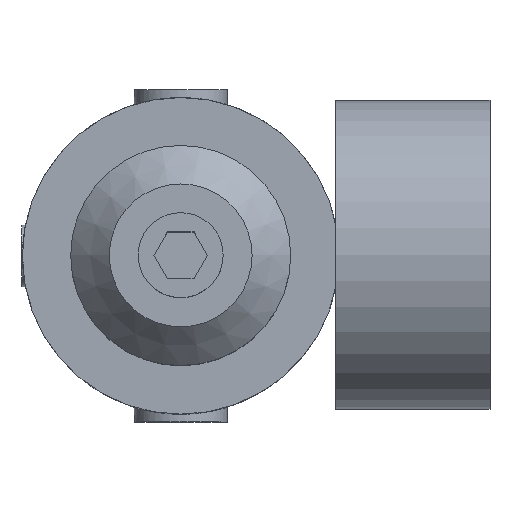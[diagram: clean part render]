
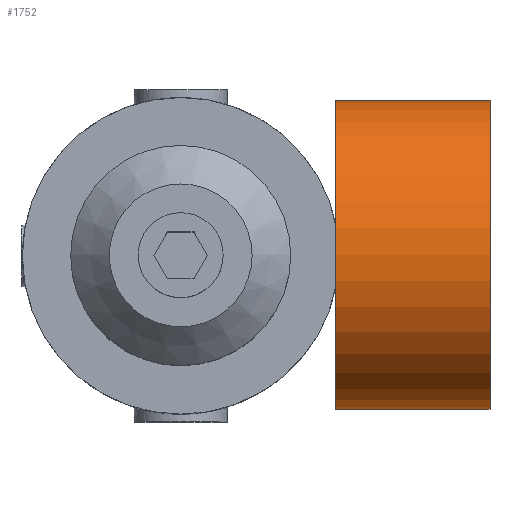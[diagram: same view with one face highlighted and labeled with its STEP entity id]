
A CAD part, top view. The second image highlights one B-rep face of the part: STEP entity #1752.
In plain terms, the highlighted cylindrical face has radius 40 mm (diameter 80 mm), a full revolution.
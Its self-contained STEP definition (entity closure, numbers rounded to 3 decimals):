
#27=B_SPLINE_CURVE_WITH_KNOTS('',3,(#2624,#2625,#2626,#2627,#2628,#2629,
#2630,#2631,#2632,#2633,#2634,#2635,#2636,#2637,#2638,#2639,#2640,#2641,
#2642),.UNSPECIFIED.,.T.,.F.,(1,1,1,1,1,1,1,1,1,1,1,1,1,1,1,1,1,1,1,1,1,
1,1),(-0.008,-0.005,-0.003,0.,
0.003,0.005,0.008,0.011,
0.014,0.016,0.019,0.022,
0.025,0.027,0.03,0.033,
0.036,0.038,0.041,0.044,
0.047,0.049,0.052),.UNSPECIFIED.);
#51=CYLINDRICAL_SURFACE('',#1877,40.);
#90=CIRCLE('',#1878,40.);
#91=CIRCLE('',#1879,40.);
#389=ORIENTED_EDGE('',*,*,#548,.T.);
#390=ORIENTED_EDGE('',*,*,#549,.T.);
#391=ORIENTED_EDGE('',*,*,#550,.F.);
#548=EDGE_CURVE('',#661,#661,#27,.T.);
#549=EDGE_CURVE('',#662,#662,#90,.T.);
#550=EDGE_CURVE('',#663,#663,#91,.T.);
#661=VERTEX_POINT('',#2643);
#662=VERTEX_POINT('',#2646);
#663=VERTEX_POINT('',#2648);
#964=EDGE_LOOP('',(#389));
#965=EDGE_LOOP('',(#390));
#966=EDGE_LOOP('',(#391));
#1076=FACE_BOUND('',#964,.T.);
#1077=FACE_BOUND('',#965,.T.);
#1078=FACE_BOUND('',#966,.T.);
#1752=ADVANCED_FACE('',(#1076,#1077,#1078),#51,.T.);
#1877=AXIS2_PLACEMENT_3D('',#2644,#2214,#2215);
#1878=AXIS2_PLACEMENT_3D('',#2645,#2216,#2217);
#1879=AXIS2_PLACEMENT_3D('',#2647,#2218,#2219);
#2214=DIRECTION('',(-1.,0.,0.));
#2215=DIRECTION('',(0.,-1.,0.));
#2216=DIRECTION('',(-1.,0.,0.));
#2217=DIRECTION('',(0.,1.,0.));
#2218=DIRECTION('',(-1.,0.,0.));
#2219=DIRECTION('',(0.,1.,0.));
#2624=CARTESIAN_POINT('',(62.864,6.63,109.549));
#2625=CARTESIAN_POINT('',(60.098,7.184,109.651));
#2626=CARTESIAN_POINT('',(57.345,6.633,109.549));
#2627=CARTESIAN_POINT('',(55.021,5.077,109.307));
#2628=CARTESIAN_POINT('',(53.467,2.755,109.067));
#2629=CARTESIAN_POINT('',(52.917,0.005,108.967));
#2630=CARTESIAN_POINT('',(53.464,-2.749,109.066));
#2631=CARTESIAN_POINT('',(55.021,-5.077,109.307));
#2632=CARTESIAN_POINT('',(57.346,-6.633,109.549));
#2633=CARTESIAN_POINT('',(60.097,-7.183,109.651));
#2634=CARTESIAN_POINT('',(62.849,-6.635,109.55));
#2635=CARTESIAN_POINT('',(65.173,-5.082,109.308));
#2636=CARTESIAN_POINT('',(66.731,-2.761,109.067));
#2637=CARTESIAN_POINT('',(67.284,-0.005,108.967));
#2638=CARTESIAN_POINT('',(66.735,2.75,109.066));
#2639=CARTESIAN_POINT('',(65.18,5.074,109.307));
#2640=CARTESIAN_POINT('',(62.864,6.63,109.549));
#2641=CARTESIAN_POINT('',(60.098,7.184,109.651));
#2642=CARTESIAN_POINT('',(57.345,6.633,109.549));
#2643=CARTESIAN_POINT('',(60.1,7.,109.617));
#2644=CARTESIAN_POINT('',(80.1,0.,149.));
#2645=CARTESIAN_POINT('',(80.1,0.,149.));
#2646=CARTESIAN_POINT('',(80.1,40.,149.));
#2647=CARTESIAN_POINT('',(40.1,0.,149.));
#2648=CARTESIAN_POINT('',(40.1,40.,149.));
